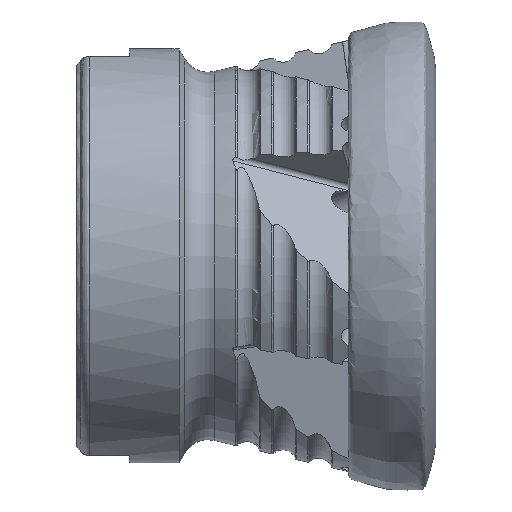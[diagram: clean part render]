
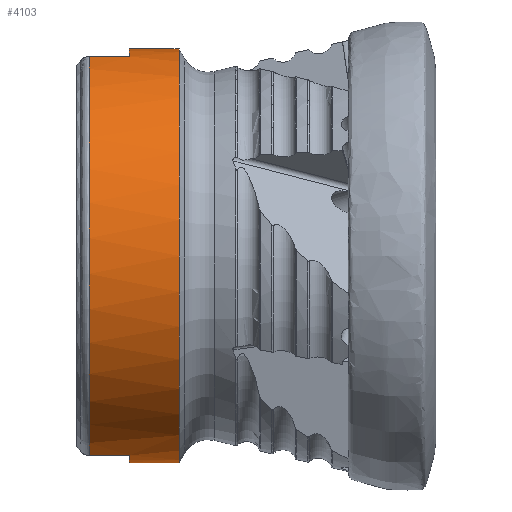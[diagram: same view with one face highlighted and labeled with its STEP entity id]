
A CAD part, front view. The second image highlights one B-rep face of the part: STEP entity #4103.
In plain terms, the highlighted cylindrical face has radius 23 mm (diameter 46 mm), a full revolution.
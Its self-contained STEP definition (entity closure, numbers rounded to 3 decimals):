
#324 = AXIS2_PLACEMENT_3D ( 'NONE', #12079, #5967, #13097 ) ;
#326 = EDGE_CURVE ( 'NONE', #10426, #9973, #5775, .T. ) ;
#429 = FACE_OUTER_BOUND ( 'NONE', #11683, .T. ) ;
#976 = VERTEX_POINT ( 'NONE', #1704 ) ;
#983 = AXIS2_PLACEMENT_3D ( 'NONE', #9079, #11048, #8962 ) ;
#1006 = VECTOR ( 'NONE', #11857, 1000. ) ;
#1224 = VECTOR ( 'NONE', #10650, 1000. ) ;
#1326 = LINE ( 'NONE', #12065, #3711 ) ;
#1704 = CARTESIAN_POINT ( 'NONE',  ( -33.07, -6.156, 22.161 ) ) ;
#1779 = CARTESIAN_POINT ( 'NONE',  ( -33.07, 6.156, 22.161 ) ) ;
#1826 = ORIENTED_EDGE ( 'NONE', *, *, #10475, .F. ) ;
#1972 = CIRCLE ( 'NONE', #6554, 23. ) ;
#2136 = CARTESIAN_POINT ( 'NONE',  ( -37.55, 6.156, 22.161 ) ) ;
#2408 = CARTESIAN_POINT ( 'NONE',  ( -27.55, 0., 0. ) ) ;
#2482 = EDGE_CURVE ( 'NONE', #9973, #8697, #7943, .T. ) ;
#2767 = DIRECTION ( 'NONE',  ( -1., 0., 0. ) ) ;
#3034 = EDGE_LOOP ( 'NONE', ( #7436 ) ) ;
#3417 = DIRECTION ( 'NONE',  ( 0., 0., -1. ) ) ;
#3523 = CARTESIAN_POINT ( 'NONE',  ( 0., 6.156, 22.161 ) ) ;
#3593 = VERTEX_POINT ( 'NONE', #7276 ) ;
#3711 = VECTOR ( 'NONE', #4988, 1000. ) ;
#3742 = CARTESIAN_POINT ( 'NONE',  ( -37.55, 0., 0. ) ) ;
#4103 = ADVANCED_FACE ( 'Fl�che8', ( #429, #5849 ), #5510, .T. ) ;
#4496 = ORIENTED_EDGE ( 'NONE', *, *, #12939, .T. ) ;
#4533 = CARTESIAN_POINT ( 'NONE',  ( -37.55, 6.156, -22.161 ) ) ;
#4596 = CIRCLE ( 'NONE', #10938, 23. ) ;
#4671 = CARTESIAN_POINT ( 'NONE',  ( -37.55, -6.156, 22.161 ) ) ;
#4770 = DIRECTION ( 'NONE',  ( 0., 0., -1. ) ) ;
#4786 = ORIENTED_EDGE ( 'NONE', *, *, #326, .T. ) ;
#4988 = DIRECTION ( 'NONE',  ( -1., 0., 0. ) ) ;
#5018 = CARTESIAN_POINT ( 'NONE',  ( -33.07, -6.156, -22.161 ) ) ;
#5335 = CARTESIAN_POINT ( 'NONE',  ( 0., 0., 0. ) ) ;
#5383 = DIRECTION ( 'NONE',  ( 1., 0., 0. ) ) ;
#5483 = ORIENTED_EDGE ( 'NONE', *, *, #11440, .T. ) ;
#5510 = CYLINDRICAL_SURFACE ( 'NONE', #8565, 23. ) ;
#5619 = CIRCLE ( 'NONE', #6917, 23. ) ;
#5751 = CARTESIAN_POINT ( 'NONE',  ( 0., -6.156, 22.161 ) ) ;
#5775 = CIRCLE ( 'NONE', #983, 23. ) ;
#5827 = ORIENTED_EDGE ( 'NONE', *, *, #2482, .T. ) ;
#5845 = VERTEX_POINT ( 'NONE', #4533 ) ;
#5849 = FACE_OUTER_BOUND ( 'NONE', #3034, .T. ) ;
#5876 = ORIENTED_EDGE ( 'NONE', *, *, #6897, .T. ) ;
#5967 = DIRECTION ( 'NONE',  ( -1., 0., 0. ) ) ;
#6082 = EDGE_CURVE ( 'Kante68', #3593, #8697, #10585, .T. ) ;
#6308 = LINE ( 'NONE', #3523, #1224 ) ;
#6441 = VERTEX_POINT ( 'NONE', #1779 ) ;
#6554 = AXIS2_PLACEMENT_3D ( 'NONE', #8846, #2767, #9861 ) ;
#6830 = VERTEX_POINT ( 'NONE', #8395 ) ;
#6897 = EDGE_CURVE ( 'NONE', #11170, #6441, #6308, .T. ) ;
#6917 = AXIS2_PLACEMENT_3D ( 'NONE', #2408, #9497, #3417 ) ;
#7276 = CARTESIAN_POINT ( 'NONE',  ( -33.07, 6.156, -22.161 ) ) ;
#7360 = LINE ( 'NONE', #5751, #1006 ) ;
#7436 = ORIENTED_EDGE ( 'NONE', *, *, #9319, .F. ) ;
#7943 = LINE ( 'NONE', #10455, #10329 ) ;
#8395 = CARTESIAN_POINT ( 'NONE',  ( -27.55, 0., -23. ) ) ;
#8565 = AXIS2_PLACEMENT_3D ( 'NONE', #5335, #10407, #11439 ) ;
#8697 = VERTEX_POINT ( 'NONE', #5018 ) ;
#8846 = CARTESIAN_POINT ( 'NONE',  ( -33.07, 0., 0. ) ) ;
#8962 = DIRECTION ( 'NONE',  ( 0., 0., -1. ) ) ;
#9079 = CARTESIAN_POINT ( 'NONE',  ( -37.55, 0., 0. ) ) ;
#9319 = EDGE_CURVE ( 'NONE', #6830, #6830, #5619, .T. ) ;
#9497 = DIRECTION ( 'NONE',  ( 1., 0., 0. ) ) ;
#9620 = EDGE_CURVE ( 'NONE', #3593, #5845, #1326, .T. ) ;
#9692 = CARTESIAN_POINT ( 'NONE',  ( -37.55, -6.156, -22.161 ) ) ;
#9861 = DIRECTION ( 'NONE',  ( 0., 0., -1. ) ) ;
#9973 = VERTEX_POINT ( 'NONE', #9692 ) ;
#10138 = ORIENTED_EDGE ( 'NONE', *, *, #6082, .F. ) ;
#10329 = VECTOR ( 'NONE', #5383, 1000. ) ;
#10407 = DIRECTION ( 'NONE',  ( 1., 0., 0. ) ) ;
#10426 = VERTEX_POINT ( 'NONE', #4671 ) ;
#10455 = CARTESIAN_POINT ( 'NONE',  ( 0., -6.156, -22.161 ) ) ;
#10475 = EDGE_CURVE ( 'Kante61', #976, #6441, #1972, .T. ) ;
#10585 = CIRCLE ( 'NONE', #324, 23. ) ;
#10650 = DIRECTION ( 'NONE',  ( 1., 0., 0. ) ) ;
#10816 = ORIENTED_EDGE ( 'NONE', *, *, #9620, .T. ) ;
#10861 = DIRECTION ( 'NONE',  ( 1., 0., 0. ) ) ;
#10938 = AXIS2_PLACEMENT_3D ( 'NONE', #3742, #10861, #4770 ) ;
#11048 = DIRECTION ( 'NONE',  ( 1., 0., 0. ) ) ;
#11170 = VERTEX_POINT ( 'NONE', #2136 ) ;
#11439 = DIRECTION ( 'NONE',  ( 0., 0., -1. ) ) ;
#11440 = EDGE_CURVE ( 'NONE', #976, #10426, #7360, .T. ) ;
#11683 = EDGE_LOOP ( 'NONE', ( #4496, #5876, #1826, #5483, #4786, #5827, #10138, #10816 ) ) ;
#11857 = DIRECTION ( 'NONE',  ( -1., 0., 0. ) ) ;
#12065 = CARTESIAN_POINT ( 'NONE',  ( 0., 6.156, -22.161 ) ) ;
#12079 = CARTESIAN_POINT ( 'NONE',  ( -33.07, 0., 0. ) ) ;
#12939 = EDGE_CURVE ( 'NONE', #5845, #11170, #4596, .T. ) ;
#13097 = DIRECTION ( 'NONE',  ( 0., 0., -1. ) ) ;
